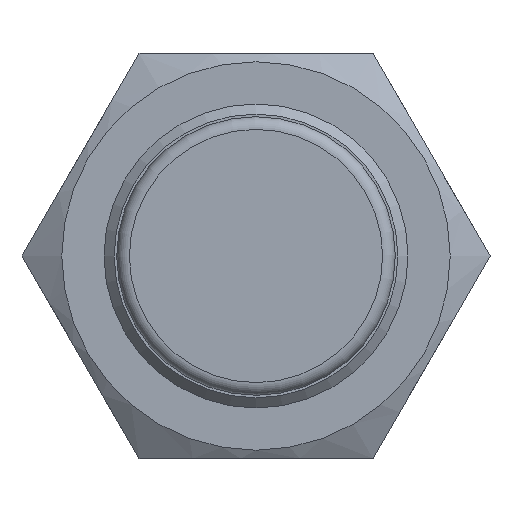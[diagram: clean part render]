
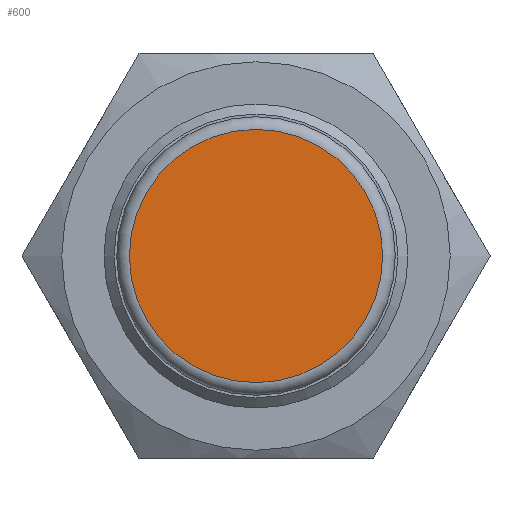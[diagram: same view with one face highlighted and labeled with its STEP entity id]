
A CAD part, left-side view. The second image highlights one B-rep face of the part: STEP entity #600.
In plain terms, the highlighted planar face has unit normal (-1, 0, 0).
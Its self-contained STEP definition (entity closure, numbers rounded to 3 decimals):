
#138=FACE_OUTER_BOUND('',#192,.T.);
#192=EDGE_LOOP('',(#415));
#253=CIRCLE('',#660,7.5);
#282=VERTEX_POINT('',#924);
#337=EDGE_CURVE('',#282,#282,#253,.T.);
#415=ORIENTED_EDGE('',*,*,#337,.F.);
#541=PLANE('',#662);
#600=ADVANCED_FACE('',(#138),#541,.T.);
#660=AXIS2_PLACEMENT_3D('',#925,#755,#756);
#662=AXIS2_PLACEMENT_3D('',#927,#759,#760);
#755=DIRECTION('center_axis',(1.,0.,0.));
#756=DIRECTION('ref_axis',(0.,-0.169,0.986));
#759=DIRECTION('center_axis',(-1.,0.,0.));
#760=DIRECTION('ref_axis',(0.,0.986,0.169));
#924=CARTESIAN_POINT('',(-0.8,1.271,-7.391));
#925=CARTESIAN_POINT('Origin',(-0.8,0.,
0.));
#927=CARTESIAN_POINT('Origin',(-0.8,0.699,-4.065));
